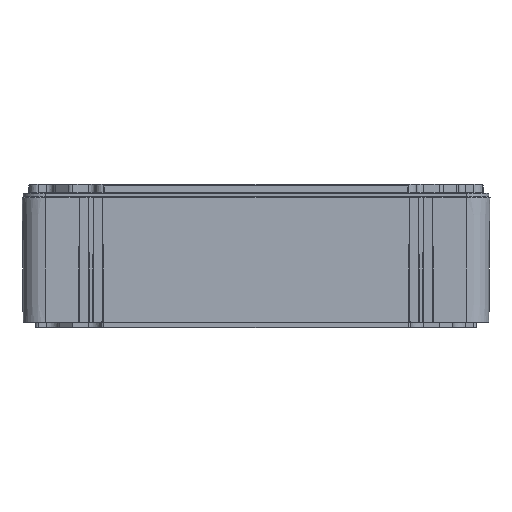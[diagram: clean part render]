
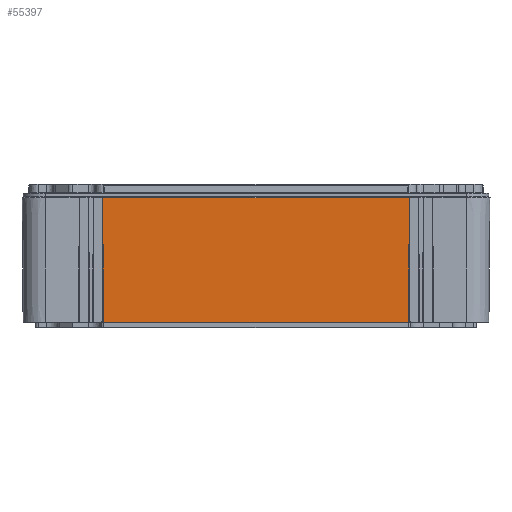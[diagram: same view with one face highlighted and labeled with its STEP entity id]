
A CAD part, front view. The second image highlights one B-rep face of the part: STEP entity #55397.
In plain terms, the highlighted planar face has unit normal (0, -1, -0.009).
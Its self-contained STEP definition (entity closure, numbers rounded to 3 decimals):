
#25792=DIRECTION('',(-1.,0.,0.));
#25793=VECTOR('',#25792,130.4);
#25794=CARTESIAN_POINT('',(65.2,-99.519,-59.1));
#25795=LINE('',#25794,#25793);
#25799=DIRECTION('',(1.,0.,0.));
#25800=VECTOR('',#25799,130.959);
#25801=CARTESIAN_POINT('',(-65.479,-99.985,
-5.768));
#25802=LINE('',#25801,#25800);
#26594=CARTESIAN_POINT('',(65.479,-99.985,
-5.768));
#26624=CARTESIAN_POINT('',(65.2,-99.519,-59.1));
#26629=DIRECTION('',(-0.005,0.009,-1.));
#26630=VECTOR('',#26629,53.335);
#26631=CARTESIAN_POINT('',(65.479,-99.985,
-5.768));
#26632=LINE('',#26631,#26630);
#26636=CARTESIAN_POINT('',(-65.2,-99.519,-59.1));
#26666=CARTESIAN_POINT('',(-65.479,-99.985,
-5.768));
#26671=DIRECTION('',(-0.005,-0.009,1.));
#26672=VECTOR('',#26671,53.335);
#26673=CARTESIAN_POINT('',(-65.2,-99.519,-59.1));
#26674=LINE('',#26673,#26672);
#34518=VERTEX_POINT('',#26636);
#34520=VERTEX_POINT('',#26666);
#34521=VERTEX_POINT('',#26594);
#34524=VERTEX_POINT('',#26624);
#55383=CARTESIAN_POINT('',(-40.,-99.985,-5.768));
#55384=DIRECTION('',(0.,-1.,-0.009));
#55385=DIRECTION('',(0.,0.009,-1.));
#55386=AXIS2_PLACEMENT_3D('',#55383,#55384,#55385);
#55387=PLANE('',#55386);
#55388=ORIENTED_EDGE('',*,*,#35403,.T.);
#55390=ORIENTED_EDGE('',*,*,#55389,.T.);
#55392=ORIENTED_EDGE('',*,*,#55391,.T.);
#55394=ORIENTED_EDGE('',*,*,#55393,.T.);
#55395=EDGE_LOOP('',(#55388,#55390,#55392,#55394));
#55396=FACE_OUTER_BOUND('',#55395,.F.);
#35403=EDGE_CURVE('',#34524,#34518,#25795,.T.);
#55389=EDGE_CURVE('',#34518,#34520,#26674,.T.);
#55391=EDGE_CURVE('',#34520,#34521,#25802,.T.);
#55393=EDGE_CURVE('',#34521,#34524,#26632,.T.);
#55397=ADVANCED_FACE('',(#55396),#55387,.T.);
